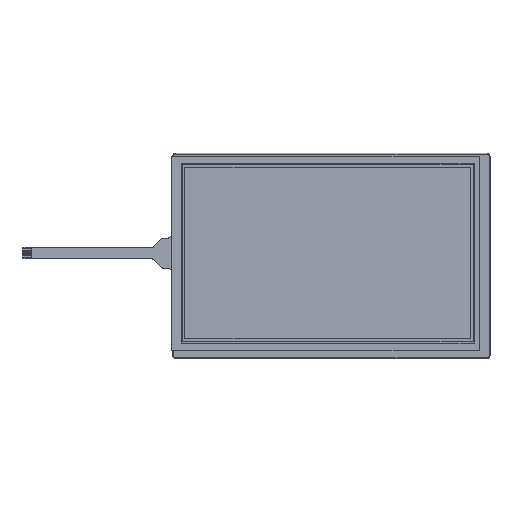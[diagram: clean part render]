
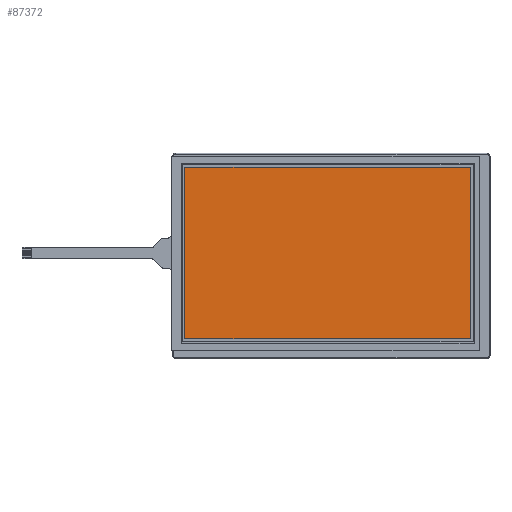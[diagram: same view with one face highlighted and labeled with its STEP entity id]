
A CAD part, top view. The second image highlights one B-rep face of the part: STEP entity #87372.
In plain terms, the highlighted planar face has unit normal (0, 0, 1).
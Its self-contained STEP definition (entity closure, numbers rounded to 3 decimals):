
#4725=FACE_OUTER_BOUND('',#9539,.T.);
#9539=EDGE_LOOP('',(#57678,#57679,#57680,#57681));
#14867=LINE('',#125590,#25323);
#14868=LINE('',#125592,#25324);
#14869=LINE('',#125594,#25325);
#14870=LINE('',#125595,#25326);
#25323=VECTOR('',#100155,10.);
#25324=VECTOR('',#100156,10.);
#25325=VECTOR('',#100157,10.);
#25326=VECTOR('',#100158,10.);
#35732=VERTEX_POINT('',#125588);
#35733=VERTEX_POINT('',#125589);
#35734=VERTEX_POINT('',#125591);
#35735=VERTEX_POINT('',#125593);
#44227=EDGE_CURVE('',#35732,#35733,#14867,.T.);
#44228=EDGE_CURVE('',#35734,#35732,#14868,.T.);
#44229=EDGE_CURVE('',#35735,#35734,#14869,.T.);
#44230=EDGE_CURVE('',#35733,#35735,#14870,.T.);
#57678=ORIENTED_EDGE('',*,*,#44227,.F.);
#57679=ORIENTED_EDGE('',*,*,#44228,.F.);
#57680=ORIENTED_EDGE('',*,*,#44229,.F.);
#57681=ORIENTED_EDGE('',*,*,#44230,.F.);
#83967=PLANE('',#92246);
#87372=ADVANCED_FACE('',(#4725),#83967,.T.);
#92246=AXIS2_PLACEMENT_3D('',#125587,#100153,#100154);
#100153=DIRECTION('center_axis',(0.,0.,1.));
#100154=DIRECTION('ref_axis',(1.,0.,0.));
#100155=DIRECTION('',(0.,-1.,0.));
#100156=DIRECTION('',(1.,0.,0.));
#100157=DIRECTION('',(0.,1.,0.));
#100158=DIRECTION('',(-1.,0.,0.));
#125587=CARTESIAN_POINT('Origin',(-1.25,0.,
7.56));
#125588=CARTESIAN_POINT('',(76.45,45.97,7.56));
#125589=CARTESIAN_POINT('',(76.45,-45.97,7.56));
#125590=CARTESIAN_POINT('',(76.45,-22.985,7.56));
#125591=CARTESIAN_POINT('',(-76.45,45.97,7.56));
#125592=CARTESIAN_POINT('',(37.6,45.97,7.56));
#125593=CARTESIAN_POINT('',(-76.45,-45.97,7.56));
#125594=CARTESIAN_POINT('',(-76.45,22.985,7.56));
#125595=CARTESIAN_POINT('',(-38.85,-45.97,7.56));
